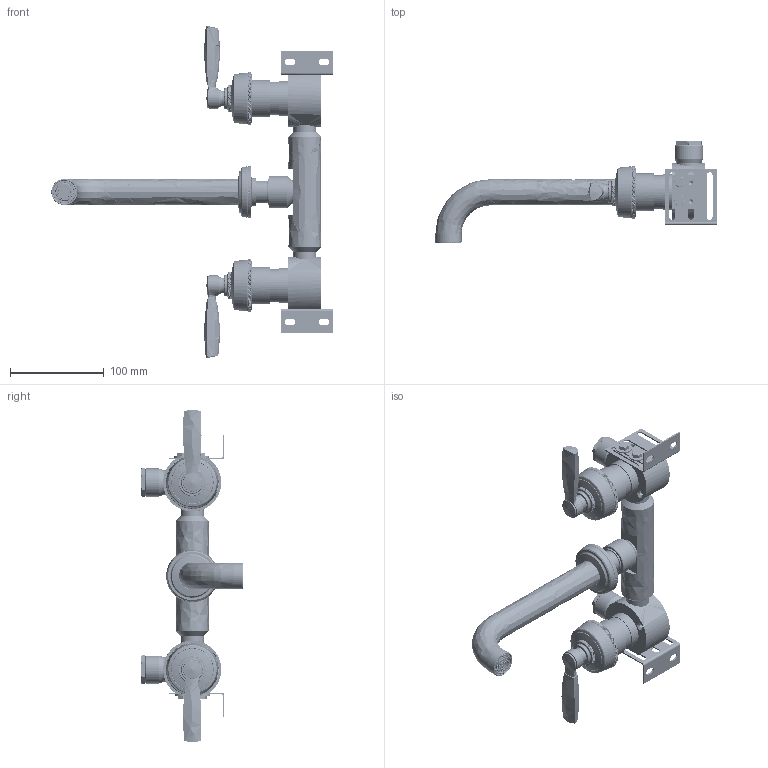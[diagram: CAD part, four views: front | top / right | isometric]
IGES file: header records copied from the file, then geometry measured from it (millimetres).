
Global section: file name: T11K47-LB; native system: Autodesk Inventor 2024; preprocessor: unknown; author: kwhieldon; date: 20240325.154646; units: millimetre
Bounding box: 300.85 x 108.5 x 355 mm (x, y, z)
Volume: 568089.5 mm3; surface area: 289685.2 mm2
Topology: 77 solids, 80 shells, 14117 faces, 32266 edges, 18426 vertices
Faces by surface type: bspline 14117
